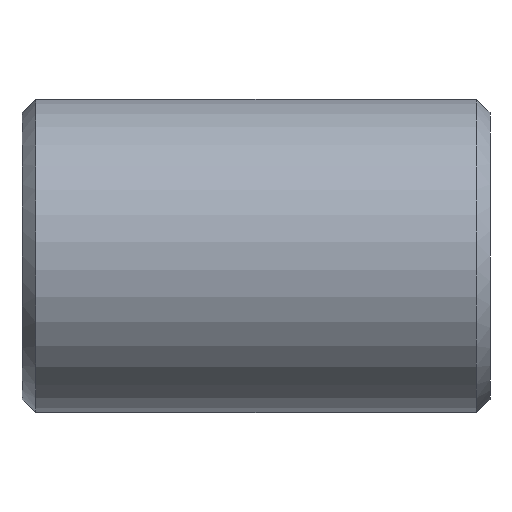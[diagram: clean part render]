
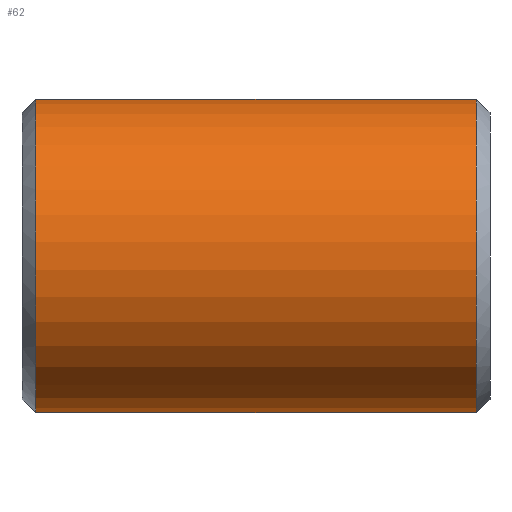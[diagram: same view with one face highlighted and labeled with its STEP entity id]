
A CAD part, front view. The second image highlights one B-rep face of the part: STEP entity #62.
In plain terms, the highlighted cylindrical face has radius 4.5 mm (diameter 9 mm), a partial arc.
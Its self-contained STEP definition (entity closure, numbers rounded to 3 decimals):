
#62=ADVANCED_FACE('',(#72),#70,.T.);
#70=CYLINDRICAL_SURFACE('',#152,4.5);
#72=FACE_OUTER_BOUND('',#75,.T.);
#75=EDGE_LOOP('',(#94,#95,#96,#97));
#88=LINE('',#201,#91);
#89=LINE('',#205,#92);
#91=VECTOR('',#168,1.);
#92=VECTOR('',#171,1.);
#94=ORIENTED_EDGE('',*,*,#130,.T.);
#95=ORIENTED_EDGE('',*,*,#131,.T.);
#96=ORIENTED_EDGE('',*,*,#132,.T.);
#97=ORIENTED_EDGE('',*,*,#133,.T.);
#120=VERTEX_POINT('',#199);
#121=VERTEX_POINT('',#200);
#122=VERTEX_POINT('',#202);
#123=VERTEX_POINT('',#204);
#130=EDGE_CURVE('',#120,#121,#143,.T.);
#131=EDGE_CURVE('',#121,#122,#88,.T.);
#132=EDGE_CURVE('',#122,#123,#144,.T.);
#133=EDGE_CURVE('',#123,#120,#89,.T.);
#143=CIRCLE('',#150,4.5);
#144=CIRCLE('',#151,4.5);
#150=AXIS2_PLACEMENT_3D('',#198,#166,#167);
#151=AXIS2_PLACEMENT_3D('',#203,#169,#170);
#152=AXIS2_PLACEMENT_3D('',#206,#172,#173);
#166=DIRECTION('',(-1.,0.,0.));
#167=DIRECTION('',(0.,0.,-1.));
#168=DIRECTION('',(-1.,0.,0.));
#169=DIRECTION('',(1.,0.,0.));
#170=DIRECTION('',(0.,0.,1.));
#171=DIRECTION('',(1.,0.,0.));
#172=DIRECTION('',(1.,0.,0.));
#173=DIRECTION('',(0.,0.,-1.));
#198=CARTESIAN_POINT('',(40.5,0.,0.));
#199=CARTESIAN_POINT('',(40.5,0.398,4.482));
#200=CARTESIAN_POINT('',(40.5,-0.398,4.482));
#201=CARTESIAN_POINT('',(27.5,-0.398,4.482));
#202=CARTESIAN_POINT('',(27.9,-0.398,4.482));
#203=CARTESIAN_POINT('',(27.9,0.,0.));
#204=CARTESIAN_POINT('',(27.9,0.398,4.482));
#205=CARTESIAN_POINT('',(27.5,0.398,4.482));
#206=CARTESIAN_POINT('',(27.5,0.,0.));
